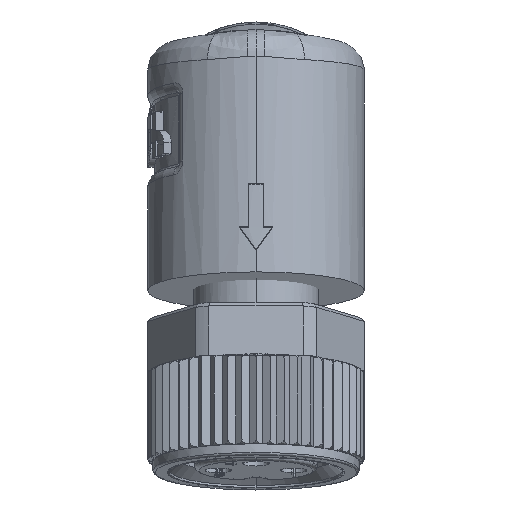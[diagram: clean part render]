
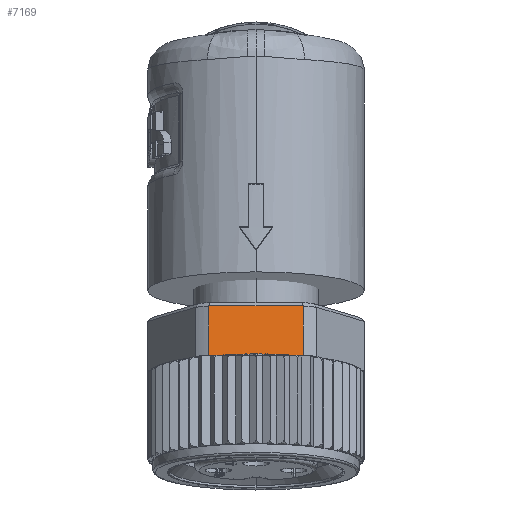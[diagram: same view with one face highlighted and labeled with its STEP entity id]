
A CAD part, front view. The second image highlights one B-rep face of the part: STEP entity #7169.
In plain terms, the highlighted planar face has unit normal (0, -0.985, 0.174).
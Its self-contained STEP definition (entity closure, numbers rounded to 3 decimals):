
#7169=ADVANCED_FACE('',(#15582),#15583,.F.);
#8027=EDGE_CURVE('',#16629,#16658,#16866,.T.);
#8035=EDGE_CURVE('',#16874,#16629,#16877,.T.);
#8043=EDGE_CURVE('',#16658,#16886,#16887,.T.);
#8583=EDGE_CURVE('',#16874,#17586,#17590,.T.);
#8591=EDGE_CURVE('',#17601,#17598,#17602,.T.);
#8595=EDGE_CURVE('',#17606,#17598,#17607,.T.);
#8599=EDGE_CURVE('',#17606,#17611,#17612,.T.);
#8627=EDGE_CURVE('',#17651,#17611,#17652,.T.);
#8655=EDGE_CURVE('',#17601,#17586,#17687,.T.);
#8657=EDGE_CURVE('',#17689,#17651,#17690,.T.);
#8659=EDGE_CURVE('',#17692,#17689,#17693,.T.);
#8661=EDGE_CURVE('',#17692,#17695,#17696,.T.);
#8663=EDGE_CURVE('',#17695,#17698,#17699,.T.);
#8665=EDGE_CURVE('',#16886,#17698,#17701,.T.);
#15582=FACE_OUTER_BOUND('',#73498,.T.);
#15583=PLANE('',#73499);
#16629=VERTEX_POINT('',#75676);
#16658=VERTEX_POINT('',#75735);
#16866=LINE('',#76176,#76177);
#16874=VERTEX_POINT('',#76189);
#16877=LINE('',#76193,#76194);
#16886=VERTEX_POINT('',#76209);
#16887=LINE('',#76210,#76211);
#17586=VERTEX_POINT('',#78039);
#17590=LINE('',#78045,#78046);
#17598=VERTEX_POINT('',#78067);
#17601=VERTEX_POINT('',#78071);
#17602=B_SPLINE_CURVE_WITH_KNOTS('',3,(#78072,#78073,#78074,#78075,#78076,#78077,#78078,#78079),.UNSPECIFIED.,.F.,.F.,(4,1,1,1,1,4),(0.0,0.2,0.4,0.6,0.8,1.0),.UNSPECIFIED.);
#17606=VERTEX_POINT('',#78092);
#17607=LINE('',#78093,#78094);
#17611=VERTEX_POINT('',#78101);
#17612=LINE('',#78102,#78103);
#17651=VERTEX_POINT('',#78224);
#17652=LINE('',#78225,#78226);
#17687=LINE('',#78303,#78304);
#17689=VERTEX_POINT('',#78307);
#17690=LINE('',#78308,#78309);
#17692=VERTEX_POINT('',#78312);
#17693=LINE('',#78313,#78314);
#17695=VERTEX_POINT('',#78317);
#17696=B_SPLINE_CURVE_WITH_KNOTS('',3,(#78318,#78319,#78320,#78321,#78322,#78323,#78324,#78325),.UNSPECIFIED.,.F.,.F.,(4,1,1,1,1,4),(0.0,0.2,0.4,0.6,0.8,1.0),.UNSPECIFIED.);
#17698=VERTEX_POINT('',#78328);
#17699=LINE('',#78329,#78330);
#17701=LINE('',#78333,#78334);
#73498=EDGE_LOOP('',(#102184,#102185,#102186,#102187,#102188,#102189,#102190,#102191,#102192,#102193,#102194,#102195,#102196,#102197));
#73499=AXIS2_PLACEMENT_3D('',#102198,#102199,#102200);
#75676=CARTESIAN_POINT('',(-2.179,-5.994,-8.086));
#75735=CARTESIAN_POINT('',(2.179,-5.994,-8.086));
#76176=CARTESIAN_POINT('',(-2.179,-5.994,-8.086));
#76177=VECTOR('',#104978,4.359);
#76189=CARTESIAN_POINT('',(-2.179,-6.393,-10.351));
#76193=CARTESIAN_POINT('',(-2.179,-6.393,-10.351));
#76194=VECTOR('',#104986,2.3);
#76209=CARTESIAN_POINT('',(2.179,-6.393,-10.351));
#76210=CARTESIAN_POINT('',(2.179,-5.994,-8.086));
#76211=VECTOR('',#104992,2.3);
#78039=CARTESIAN_POINT('',(-1.976,-6.393,-10.351));
#78045=CARTESIAN_POINT('',(-2.179,-6.393,-10.351));
#78046=VECTOR('',#105299,0.204);
#78067=CARTESIAN_POINT('',(-1.67,-6.393,-10.351));
#78071=CARTESIAN_POINT('',(-1.976,-6.4,-10.386));
#78072=CARTESIAN_POINT('',(-1.976,-6.4,-10.386));
#78073=CARTESIAN_POINT('',(-1.96,-6.399,-10.382));
#78074=CARTESIAN_POINT('',(-1.926,-6.398,-10.374));
#78075=CARTESIAN_POINT('',(-1.871,-6.396,-10.364));
#78076=CARTESIAN_POINT('',(-1.81,-6.395,-10.357));
#78077=CARTESIAN_POINT('',(-1.744,-6.394,-10.352));
#78078=CARTESIAN_POINT('',(-1.695,-6.393,-10.351));
#78079=CARTESIAN_POINT('',(-1.67,-6.393,-10.351));
#78092=CARTESIAN_POINT('',(-1.533,-6.393,-10.351));
#78093=CARTESIAN_POINT('',(-1.533,-6.393,-10.351));
#78094=VECTOR('',#105304,0.137);
#78101=CARTESIAN_POINT('',(-1.525,-6.393,-10.351));
#78102=CARTESIAN_POINT('',(-1.533,-6.393,-10.351));
#78103=VECTOR('',#105306,0.008);
#78224=CARTESIAN_POINT('',(1.525,-6.393,-10.351));
#78225=CARTESIAN_POINT('',(1.525,-6.393,-10.351));
#78226=VECTOR('',#105321,3.051);
#78303=CARTESIAN_POINT('',(-1.976,-6.4,-10.386));
#78304=VECTOR('',#105335,0.036);
#78307=CARTESIAN_POINT('',(1.533,-6.393,-10.351));
#78308=CARTESIAN_POINT('',(1.533,-6.393,-10.351));
#78309=VECTOR('',#105336,0.008);
#78312=CARTESIAN_POINT('',(1.67,-6.393,-10.351));
#78313=CARTESIAN_POINT('',(1.67,-6.393,-10.351));
#78314=VECTOR('',#105337,0.137);
#78317=CARTESIAN_POINT('',(1.976,-6.4,-10.386));
#78318=CARTESIAN_POINT('',(1.67,-6.393,-10.351));
#78319=CARTESIAN_POINT('',(1.695,-6.393,-10.351));
#78320=CARTESIAN_POINT('',(1.744,-6.394,-10.352));
#78321=CARTESIAN_POINT('',(1.81,-6.395,-10.357));
#78322=CARTESIAN_POINT('',(1.871,-6.396,-10.364));
#78323=CARTESIAN_POINT('',(1.926,-6.398,-10.374));
#78324=CARTESIAN_POINT('',(1.96,-6.399,-10.382));
#78325=CARTESIAN_POINT('',(1.976,-6.4,-10.386));
#78328=CARTESIAN_POINT('',(1.976,-6.393,-10.351));
#78329=CARTESIAN_POINT('',(1.976,-6.4,-10.386));
#78330=VECTOR('',#105338,0.036);
#78333=CARTESIAN_POINT('',(2.179,-6.393,-10.351));
#78334=VECTOR('',#105339,0.204);
#102184=ORIENTED_EDGE('',*,*,#8035,.F.);
#102185=ORIENTED_EDGE('',*,*,#8583,.T.);
#102186=ORIENTED_EDGE('',*,*,#8655,.F.);
#102187=ORIENTED_EDGE('',*,*,#8591,.T.);
#102188=ORIENTED_EDGE('',*,*,#8595,.F.);
#102189=ORIENTED_EDGE('',*,*,#8599,.T.);
#102190=ORIENTED_EDGE('',*,*,#8627,.F.);
#102191=ORIENTED_EDGE('',*,*,#8657,.F.);
#102192=ORIENTED_EDGE('',*,*,#8659,.F.);
#102193=ORIENTED_EDGE('',*,*,#8661,.T.);
#102194=ORIENTED_EDGE('',*,*,#8663,.T.);
#102195=ORIENTED_EDGE('',*,*,#8665,.F.);
#102196=ORIENTED_EDGE('',*,*,#8043,.F.);
#102197=ORIENTED_EDGE('',*,*,#8027,.F.);
#102198=CARTESIAN_POINT('',(2.179,-6.393,-10.351));
#102199=DIRECTION('',(0.0,0.985,-0.174));
#102200=DIRECTION('',(0.0,-0.174,-0.985));
#104978=DIRECTION('',(1.0,0.,0.));
#104986=DIRECTION('',(0.,0.174,0.985));
#104992=DIRECTION('',(0.,-0.174,-0.985));
#105299=DIRECTION('',(1.0,0.0,0.0));
#105304=DIRECTION('',(-1.0,0.0,0.0));
#105306=DIRECTION('',(1.0,0.0,0.0));
#105321=DIRECTION('',(-1.0,0.0,0.0));
#105335=DIRECTION('',(0.0,0.174,0.985));
#105336=DIRECTION('',(-1.0,0.0,0.0));
#105337=DIRECTION('',(-1.0,0.0,0.0));
#105338=DIRECTION('',(0.0,0.174,0.985));
#105339=DIRECTION('',(-1.0,0.0,0.0));
